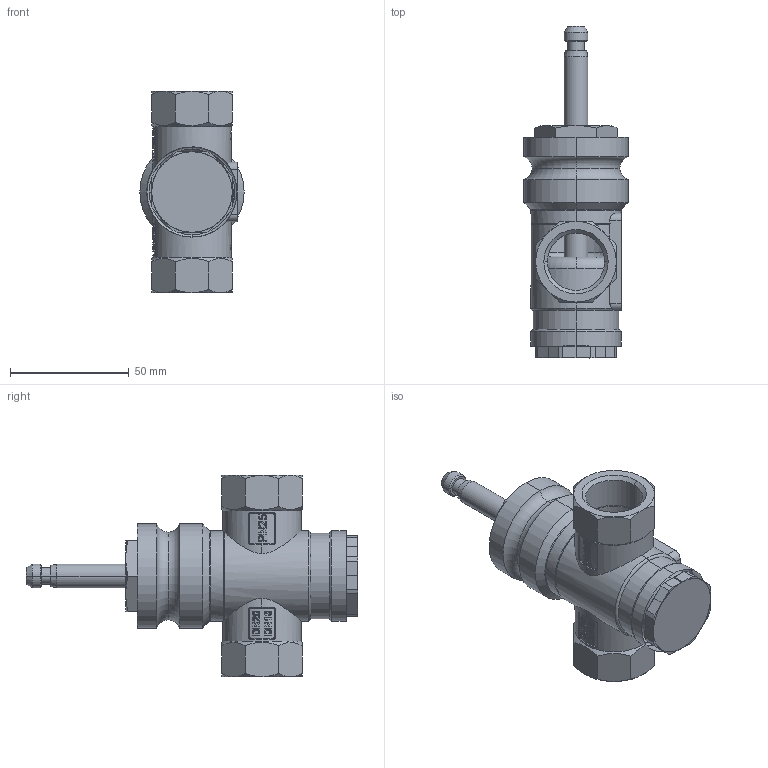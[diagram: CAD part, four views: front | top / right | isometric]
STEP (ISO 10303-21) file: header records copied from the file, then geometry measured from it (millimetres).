
FILE_DESCRIPTION((''),'2;1');
FILE_NAME('3D_STEP_CAD_MODEL_OF__SW0001','2023-04-18T11:55:35',('phili'),(''),'CREO PARAMETRIC BY PTC INC, 2019010','CREO PARAMETRIC BY PTC INC, 2019010','');
FILE_SCHEMA(('CONFIG_CONTROL_DESIGN'));
Length unit declared in the file: millimetre
Products named in the file (1): 3D_STEP_CAD_MODEL_OF__SW0001
Bounding box: 44 x 140 x 85 mm (x, y, z)
Surface area: 50149.4 mm2 (no closed solid volume)
Topology: 0 solids, 25 shells, 426 faces, 1618 edges, 1190 vertices
Faces by surface type: cylinder 152, plane 114, cone 64, bspline 63, torus 30, extrusion 3
Entity records: 32067 total; most frequent: CARTESIAN_POINT 19772, ORIENTED_EDGE 2517, DIRECTION 2161, EDGE_CURVE 1616, VERTEX_POINT 1190, AXIS2_PLACEMENT_3D 818, B_SPLINE_CURVE_WITH_KNOTS 639, VECTOR 525
